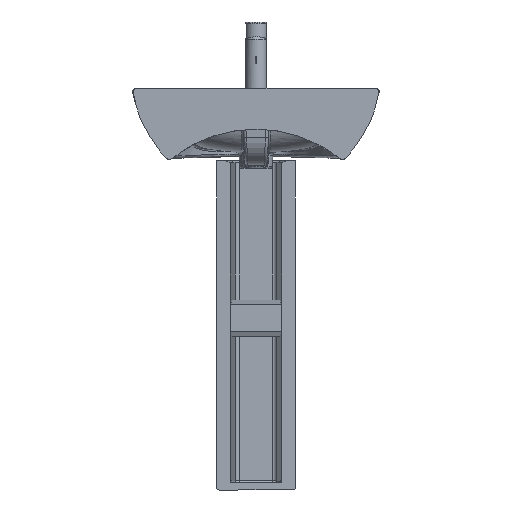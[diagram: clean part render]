
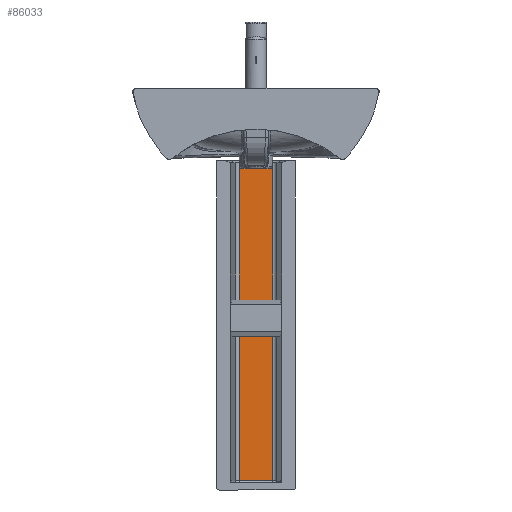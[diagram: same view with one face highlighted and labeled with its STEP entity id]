
A CAD part, left-side view. The second image highlights one B-rep face of the part: STEP entity #86033.
In plain terms, the highlighted free-form (B-spline) face has degree [5, 1] with [6, 2] control points.
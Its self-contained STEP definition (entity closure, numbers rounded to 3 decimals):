
#85379=CARTESIAN_POINT('',(284.435,37.41,-712.));
#85380=VERTEX_POINT('',#85379);
#85652=CARTESIAN_POINT('',(284.435,-37.41,-712.0));
#85653=VERTEX_POINT('',#85652);
#85661=CARTESIAN_POINT('',(284.435,-37.41,-712.0));
#85662=CARTESIAN_POINT('',(285.486,-24.874,-712.0));
#85663=CARTESIAN_POINT('',(286.097,-12.278,-712.0));
#85664=CARTESIAN_POINT('',(286.265,0.295,-712.0));
#85665=CARTESIAN_POINT('',(285.941,15.223,-712.0));
#85666=CARTESIAN_POINT('',(284.996,30.113,-712.0));
#85667=CARTESIAN_POINT('',(284.833,32.438,-712.0));
#85668=CARTESIAN_POINT('',(284.65,34.83,-712.0));
#85669=CARTESIAN_POINT('',(284.451,37.22,-712.0));
#85670=CARTESIAN_POINT('',(284.446,37.286,-712.0));
#85671=CARTESIAN_POINT('',(284.44,37.349,-712.0));
#85672=CARTESIAN_POINT('',(284.435,37.41,-712.0));
#85673=B_SPLINE_CURVE_WITH_KNOTS('',5,(#85661,#85662,#85663,#85664,#85665,#85666,#85667,#85668,#85669,#85670,#85671,#85672),.UNSPECIFIED.,.F.,.U.,(6,3,3,6),(436.364,546.128,566.451,567.049),.UNSPECIFIED.);
#85674=EDGE_CURVE('',#85380,#85653,#85673,.F.);
#85942=CARTESIAN_POINT('',(284.435,37.41,-4.0));
#85943=VERTEX_POINT('',#85942);
#85953=CARTESIAN_POINT('',(284.435,37.41,-4.0));
#85954=DIRECTION('',(0.0,0.0,-1.0));
#85955=VECTOR('',#85954,708.);
#85956=LINE('',#85953,#85955);
#85957=EDGE_CURVE('',#85380,#85943,#85956,.F.);
#85999=CARTESIAN_POINT('',(284.435,-37.41,-4.));
#86000=CARTESIAN_POINT('',(285.685,-22.494,-4.));
#86001=CARTESIAN_POINT('',(286.315,-7.478,-4.));
#86002=CARTESIAN_POINT('',(286.312,7.48,-4.));
#86003=CARTESIAN_POINT('',(285.686,22.492,-4.));
#86004=CARTESIAN_POINT('',(284.435,37.41,-4.));
#86005=CARTESIAN_POINT('',(284.435,-37.41,-712.0));
#86006=CARTESIAN_POINT('',(285.685,-22.494,-712.0));
#86007=CARTESIAN_POINT('',(286.315,-7.478,-712.0));
#86008=CARTESIAN_POINT('',(286.312,7.48,-712.0));
#86009=CARTESIAN_POINT('',(285.686,22.492,-712.0));
#86010=CARTESIAN_POINT('',(284.435,37.41,-712.0));
#86011=B_SPLINE_SURFACE_WITH_KNOTS('',5,1,((#85999,#86005),(#86000,#86006),(#86001,#86007),(#86002,#86008),(#86003,#86009),(#86004,#86010)),.UNSPECIFIED.,.F.,.F.,.U.,(6,6),(2,2),(315.569,423.178),(4.,712.0),.UNSPECIFIED.);
#86012=ORIENTED_EDGE('',*,*,#85957,.F.);
#86013=ORIENTED_EDGE('',*,*,#85674,.T.);
#86014=CARTESIAN_POINT('',(284.435,-37.41,-4.));
#86015=VERTEX_POINT('',#86014);
#86016=CARTESIAN_POINT('',(284.435,-37.41,-4.));
#86017=DIRECTION('',(0.0,0.0,-1.0));
#86018=VECTOR('',#86017,708.);
#86019=LINE('',#86016,#86018);
#86020=EDGE_CURVE('',#85653,#86015,#86019,.F.);
#86021=ORIENTED_EDGE('',*,*,#86020,.T.);
#86022=CARTESIAN_POINT('',(284.435,37.41,-4.0));
#86023=CARTESIAN_POINT('',(285.686,22.492,-4.0));
#86024=CARTESIAN_POINT('',(286.312,7.48,-4.0));
#86025=CARTESIAN_POINT('',(286.315,-7.478,-4.0));
#86026=CARTESIAN_POINT('',(285.685,-22.494,-4.0));
#86027=CARTESIAN_POINT('',(284.435,-37.41,-4.0));
#86028=B_SPLINE_CURVE_WITH_KNOTS('',5,(#86022,#86023,#86024,#86025,#86026,#86027),.UNSPECIFIED.,.F.,.U.,(6,6),(-53.703,53.906),.UNSPECIFIED.);
#86029=EDGE_CURVE('',#86015,#85943,#86028,.F.);
#86030=ORIENTED_EDGE('',*,*,#86029,.T.);
#86031=EDGE_LOOP('',(#86012,#86013,#86021,#86030));
#86032=FACE_OUTER_BOUND('',#86031,.T.);
#86033=ADVANCED_FACE('',(#86032),#86011,.T.);
